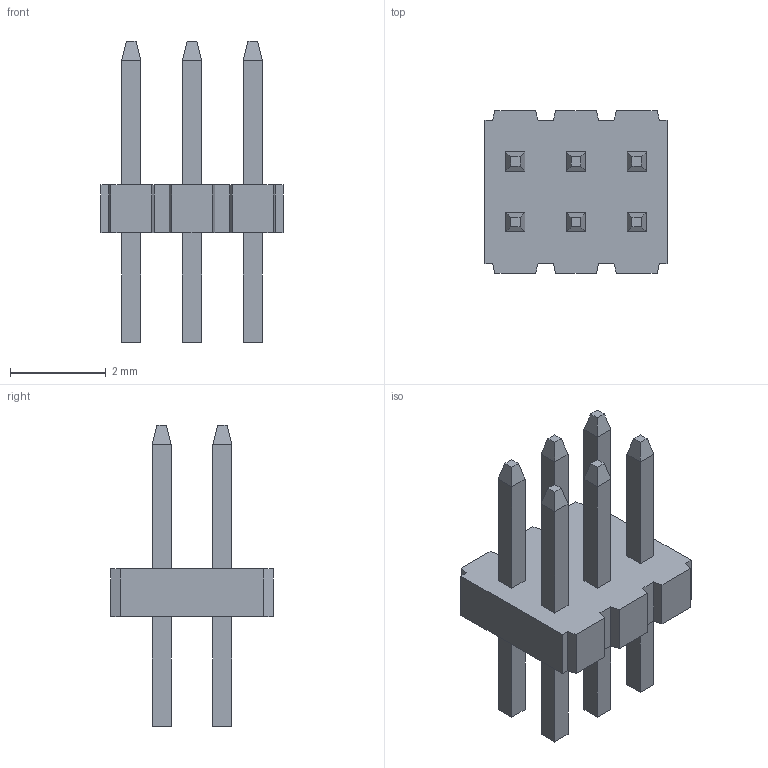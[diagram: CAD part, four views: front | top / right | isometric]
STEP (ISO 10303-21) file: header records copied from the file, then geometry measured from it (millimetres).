
FILE_DESCRIPTION((''),'2;1');
FILE_NAME('SULLINS_GRPB032VWVN-RC.stp','2012-11-01T16:48:31',(''),(''),'Mechanical Desktop 2011','Mechanical Desktop 2011',', , ');
FILE_SCHEMA(('AUTOMOTIVE_DESIGN { 1 2 10303 214 1 1 1 1 }'));
Length unit declared in the file: millimetre
Products named in the file (1): Product
Bounding box: 3.81 x 3.4 x 6.3 mm (x, y, z)
Volume: 17.4 mm3; surface area: 93.6 mm2
Topology: 13 solids, 13 shells, 126 faces, 276 edges, 176 vertices
Faces by surface type: plane 116, bspline 10
Entity records: 3388 total; most frequent: CARTESIAN_POINT 609, ORIENTED_EDGE 552, DIRECTION 510, VECTOR 276, LINE 276, EDGE_CURVE 276, VERTEX_POINT 176, EDGE_LOOP 126
